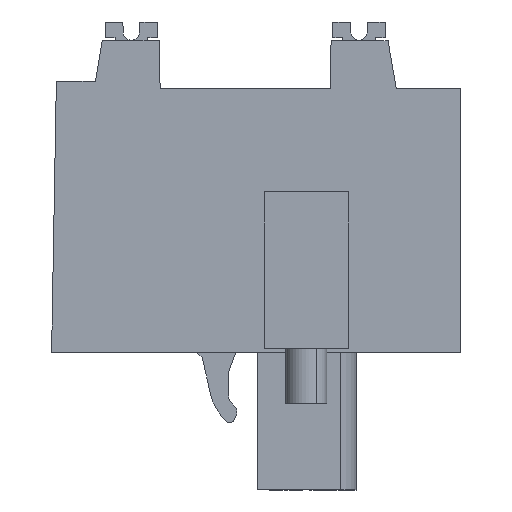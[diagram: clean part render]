
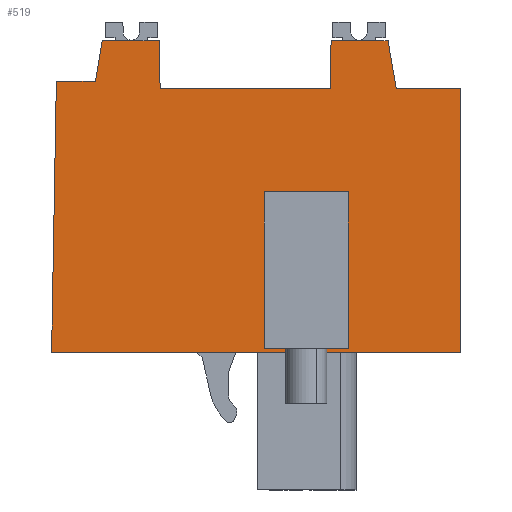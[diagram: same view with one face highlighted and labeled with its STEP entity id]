
A CAD part, left-side view. The second image highlights one B-rep face of the part: STEP entity #519.
In plain terms, the highlighted planar face has unit normal (-1, 0, 0).
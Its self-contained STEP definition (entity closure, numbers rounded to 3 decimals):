
#401=AXIS2_PLACEMENT_3D('Plane Axis2P3D',#398,#399,#400) ;
#40=CARTESIAN_POINT('Vertex',(4.81,21.679,27.192)) ;
#45=CARTESIAN_POINT('Line Origine',(4.81,19.954,27.192)) ;
#49=CARTESIAN_POINT('Vertex',(4.81,18.23,27.192)) ;
#345=CARTESIAN_POINT('Line Origine',(4.81,18.204,25.742)) ;
#349=CARTESIAN_POINT('Vertex',(4.81,18.179,24.292)) ;
#398=CARTESIAN_POINT('Axis2P3D Location',(4.81,0.,0.)) ;
#403=CARTESIAN_POINT('Line Origine',(4.81,21.89,25.967)) ;
#407=CARTESIAN_POINT('Vertex',(4.81,22.101,24.742)) ;
#410=CARTESIAN_POINT('Line Origine',(4.81,23.281,24.742)) ;
#414=CARTESIAN_POINT('Vertex',(4.81,24.461,24.742)) ;
#417=CARTESIAN_POINT('Line Origine',(4.81,24.604,16.546)) ;
#421=CARTESIAN_POINT('Vertex',(4.81,24.747,8.35)) ;
#424=CARTESIAN_POINT('Line Origine',(4.81,12.373,8.35)) ;
#428=CARTESIAN_POINT('Vertex',(4.81,0.,8.35)) ;
#431=CARTESIAN_POINT('Line Origine',(4.81,0.,16.321)) ;
#435=CARTESIAN_POINT('Vertex',(4.81,0.,24.292)) ;
#438=CARTESIAN_POINT('Line Origine',(4.81,1.939,24.292)) ;
#442=CARTESIAN_POINT('Vertex',(4.81,3.879,24.292)) ;
#445=CARTESIAN_POINT('Line Origine',(4.81,4.129,25.742)) ;
#449=CARTESIAN_POINT('Vertex',(4.81,4.379,27.192)) ;
#452=CARTESIAN_POINT('Line Origine',(4.81,6.104,27.192)) ;
#456=CARTESIAN_POINT('Vertex',(4.81,7.828,27.192)) ;
#459=CARTESIAN_POINT('Line Origine',(4.81,7.854,25.742)) ;
#463=CARTESIAN_POINT('Vertex',(4.81,7.879,24.292)) ;
#466=CARTESIAN_POINT('Line Origine',(4.81,13.029,24.292)) ;
#485=CARTESIAN_POINT('Line Origine',(4.81,9.331,8.552)) ;
#489=CARTESIAN_POINT('Vertex',(4.81,11.881,8.552)) ;
#491=CARTESIAN_POINT('Vertex',(4.81,6.781,8.552)) ;
#494=CARTESIAN_POINT('Line Origine',(4.81,11.881,13.302)) ;
#498=CARTESIAN_POINT('Vertex',(4.81,11.881,18.052)) ;
#501=CARTESIAN_POINT('Line Origine',(4.81,9.331,18.052)) ;
#505=CARTESIAN_POINT('Vertex',(4.81,6.781,18.052)) ;
#508=CARTESIAN_POINT('Line Origine',(4.81,6.781,13.302)) ;
#46=DIRECTION('Vector Direction',(0.,-1.,0.)) ;
#346=DIRECTION('Vector Direction',(0.,-0.017,-1.)) ;
#399=DIRECTION('Axis2P3D Direction',(-1.,0.,0.)) ;
#400=DIRECTION('Axis2P3D XDirection',(0.,0.,1.)) ;
#404=DIRECTION('Vector Direction',(0.,-0.17,0.985)) ;
#411=DIRECTION('Vector Direction',(0.,-1.,0.)) ;
#418=DIRECTION('Vector Direction',(0.,0.017,-1.)) ;
#425=DIRECTION('Vector Direction',(0.,-1.,0.)) ;
#432=DIRECTION('Vector Direction',(0.,0.,1.)) ;
#439=DIRECTION('Vector Direction',(0.,-1.,0.)) ;
#446=DIRECTION('Vector Direction',(0.,-0.17,-0.985)) ;
#453=DIRECTION('Vector Direction',(0.,-1.,0.)) ;
#460=DIRECTION('Vector Direction',(0.,-0.017,1.)) ;
#467=DIRECTION('Vector Direction',(0.,-1.,0.)) ;
#486=DIRECTION('Vector Direction',(0.,-1.,0.)) ;
#495=DIRECTION('Vector Direction',(0.,0.,-1.)) ;
#502=DIRECTION('Vector Direction',(0.,-1.,0.)) ;
#509=DIRECTION('Vector Direction',(0.,0.,-1.)) ;
#47=VECTOR('Line Direction',#46,1.) ;
#347=VECTOR('Line Direction',#346,1.) ;
#405=VECTOR('Line Direction',#404,1.) ;
#412=VECTOR('Line Direction',#411,1.) ;
#419=VECTOR('Line Direction',#418,1.) ;
#426=VECTOR('Line Direction',#425,1.) ;
#433=VECTOR('Line Direction',#432,1.) ;
#440=VECTOR('Line Direction',#439,1.) ;
#447=VECTOR('Line Direction',#446,1.) ;
#454=VECTOR('Line Direction',#453,1.) ;
#461=VECTOR('Line Direction',#460,1.) ;
#468=VECTOR('Line Direction',#467,1.) ;
#487=VECTOR('Line Direction',#486,1.) ;
#496=VECTOR('Line Direction',#495,1.) ;
#503=VECTOR('Line Direction',#502,1.) ;
#510=VECTOR('Line Direction',#509,1.) ;
#472=ORIENTED_EDGE('',*,*,#351,.T.) ;
#473=ORIENTED_EDGE('',*,*,#51,.T.) ;
#474=ORIENTED_EDGE('',*,*,#409,.T.) ;
#475=ORIENTED_EDGE('',*,*,#416,.T.) ;
#476=ORIENTED_EDGE('',*,*,#423,.T.) ;
#477=ORIENTED_EDGE('',*,*,#430,.T.) ;
#478=ORIENTED_EDGE('',*,*,#437,.T.) ;
#479=ORIENTED_EDGE('',*,*,#444,.T.) ;
#480=ORIENTED_EDGE('',*,*,#451,.T.) ;
#481=ORIENTED_EDGE('',*,*,#458,.T.) ;
#482=ORIENTED_EDGE('',*,*,#465,.T.) ;
#483=ORIENTED_EDGE('',*,*,#470,.T.) ;
#514=ORIENTED_EDGE('',*,*,#493,.F.) ;
#515=ORIENTED_EDGE('',*,*,#500,.F.) ;
#516=ORIENTED_EDGE('',*,*,#507,.F.) ;
#517=ORIENTED_EDGE('',*,*,#512,.T.) ;
#518=FACE_BOUND('',#513,.T.) ;
#519=ADVANCED_FACE('HOUSING',(#484,#518),#402,.T.) ;
#51=EDGE_CURVE('',#50,#41,#48,.F.) ;
#351=EDGE_CURVE('',#350,#50,#348,.F.) ;
#409=EDGE_CURVE('',#41,#408,#406,.F.) ;
#416=EDGE_CURVE('',#408,#415,#413,.F.) ;
#423=EDGE_CURVE('',#415,#422,#420,.T.) ;
#430=EDGE_CURVE('',#422,#429,#427,.T.) ;
#437=EDGE_CURVE('',#429,#436,#434,.T.) ;
#444=EDGE_CURVE('',#436,#443,#441,.F.) ;
#451=EDGE_CURVE('',#443,#450,#448,.F.) ;
#458=EDGE_CURVE('',#450,#457,#455,.F.) ;
#465=EDGE_CURVE('',#457,#464,#462,.F.) ;
#470=EDGE_CURVE('',#464,#350,#469,.F.) ;
#493=EDGE_CURVE('',#490,#492,#488,.T.) ;
#500=EDGE_CURVE('',#499,#490,#497,.T.) ;
#507=EDGE_CURVE('',#506,#499,#504,.F.) ;
#512=EDGE_CURVE('',#506,#492,#511,.T.) ;
#471=EDGE_LOOP('',(#472,#473,#474,#475,#476,#477,#478,#479,#480,#481,#482,#483)) ;
#513=EDGE_LOOP('',(#514,#515,#516,#517)) ;
#484=FACE_OUTER_BOUND('',#471,.T.) ;
#48=LINE('Line',#45,#47) ;
#348=LINE('Line',#345,#347) ;
#406=LINE('Line',#403,#405) ;
#413=LINE('Line',#410,#412) ;
#420=LINE('Line',#417,#419) ;
#427=LINE('Line',#424,#426) ;
#434=LINE('Line',#431,#433) ;
#441=LINE('Line',#438,#440) ;
#448=LINE('Line',#445,#447) ;
#455=LINE('Line',#452,#454) ;
#462=LINE('Line',#459,#461) ;
#469=LINE('Line',#466,#468) ;
#488=LINE('Line',#485,#487) ;
#497=LINE('Line',#494,#496) ;
#504=LINE('Line',#501,#503) ;
#511=LINE('Line',#508,#510) ;
#402=PLANE('',#401) ;
#41=VERTEX_POINT('',#40) ;
#50=VERTEX_POINT('',#49) ;
#350=VERTEX_POINT('',#349) ;
#408=VERTEX_POINT('',#407) ;
#415=VERTEX_POINT('',#414) ;
#422=VERTEX_POINT('',#421) ;
#429=VERTEX_POINT('',#428) ;
#436=VERTEX_POINT('',#435) ;
#443=VERTEX_POINT('',#442) ;
#450=VERTEX_POINT('',#449) ;
#457=VERTEX_POINT('',#456) ;
#464=VERTEX_POINT('',#463) ;
#490=VERTEX_POINT('',#489) ;
#492=VERTEX_POINT('',#491) ;
#499=VERTEX_POINT('',#498) ;
#506=VERTEX_POINT('',#505) ;
